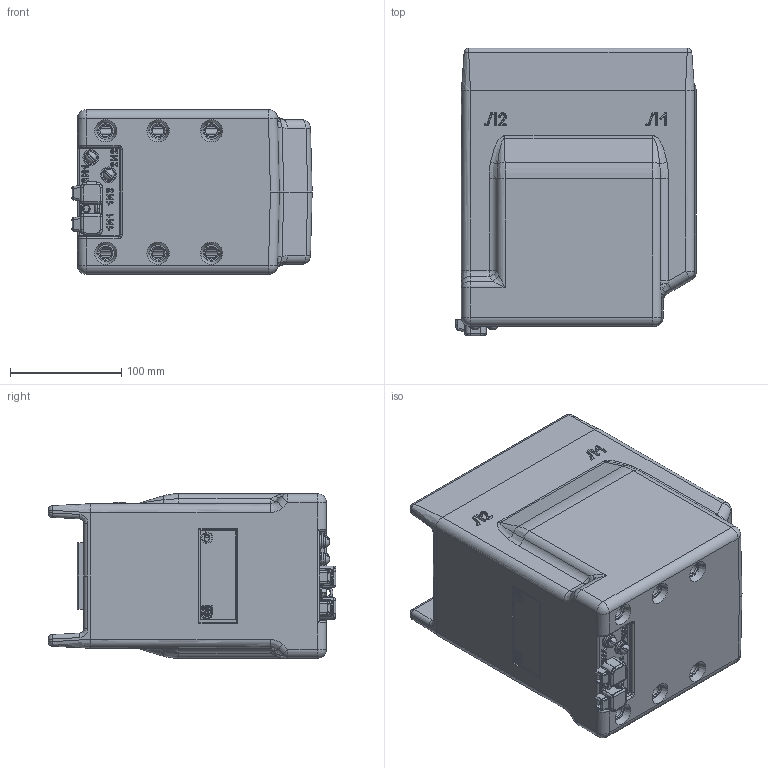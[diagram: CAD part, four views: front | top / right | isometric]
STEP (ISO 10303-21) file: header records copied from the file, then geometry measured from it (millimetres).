
FILE_DESCRIPTION (( 'STEP AP203' ), '1' );
FILE_NAME ('ﾒﾎﾋ-10-11.19-2.STEP', '2018-02-01T07:21:49', ( '' ), ( '' ), 'SwSTEP 2.0', 'SolidWorks 2010', '' );
FILE_SCHEMA (( 'CONFIG_CONTROL_DESIGN' ));
Length unit declared in the file: millimetre
Products named in the file (1): ﾒﾎﾋ-10-11.19-2
Bounding box: 216 x 258.5 x 148 mm (x, y, z)
Surface area: 259524.2 mm2 (no closed solid volume)
Topology: 0 solids, 22 shells, 647 faces, 1959 edges, 1293 vertices
Faces by surface type: plane 196, cylinder 165, bspline 133, cone 114, sphere 35, torus 4
Entity records: 25658 total; most frequent: CARTESIAN_POINT 9356, ORIENTED_EDGE 3352, DIRECTION 3215, EDGE_CURVE 1937, VERTEX_POINT 1293, AXIS2_PLACEMENT_3D 1169, VECTOR 877, LINE 877
